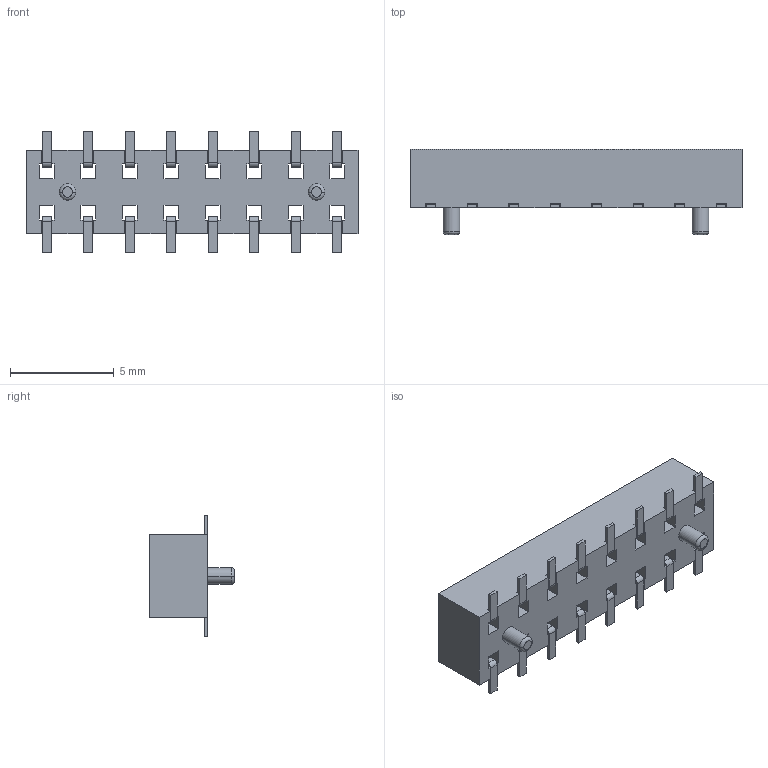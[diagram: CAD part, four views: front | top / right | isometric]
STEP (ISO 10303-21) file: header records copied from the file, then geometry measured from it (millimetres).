
FILE_DESCRIPTION (( 'STEP AP214' ), '1' );
FILE_NAME ('BF080-16-A-1-L-C.STEP', '2024-03-11T07:49:01', ( '' ), ( '' ), 'SwSTEP 2.0', 'SolidWorks 2021', '' );
FILE_SCHEMA (( 'AUTOMOTIVE_DESIGN' ));
Length unit declared in the file: millimetre
Products named in the file (3): Body_16; BF080-16-A-1-L-C; Pin gold
Assembly tree (9 placements, depth 2):
  BF080-16-A-1-L-C
    Body_16
    Pin gold  x8
Bounding box: 16 x 4.1 x 5.8 mm (x, y, z)
Volume: 158.6 mm3; surface area: 393.2 mm2
Topology: 17 solids, 17 shells, 352 faces, 928 edges, 596 vertices
Faces by surface type: plane 312, cylinder 36, torus 4
Entity records: 6835 total; most frequent: CARTESIAN_POINT 1188, ORIENTED_EDGE 1184, DIRECTION 1064, EDGE_CURVE 592, VECTOR 568, LINE 568, VERTEX_POINT 372, AXIS2_PLACEMENT_3D 248
